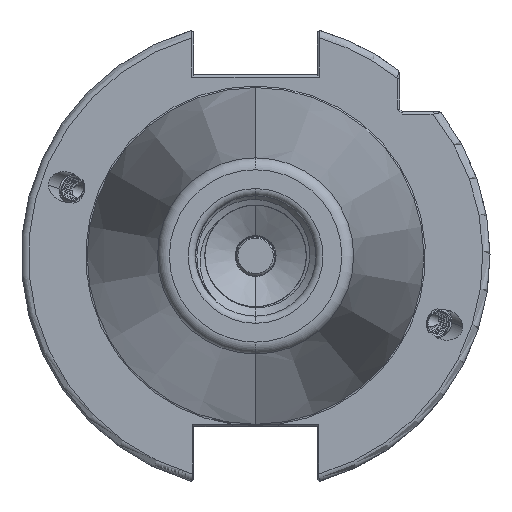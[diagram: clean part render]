
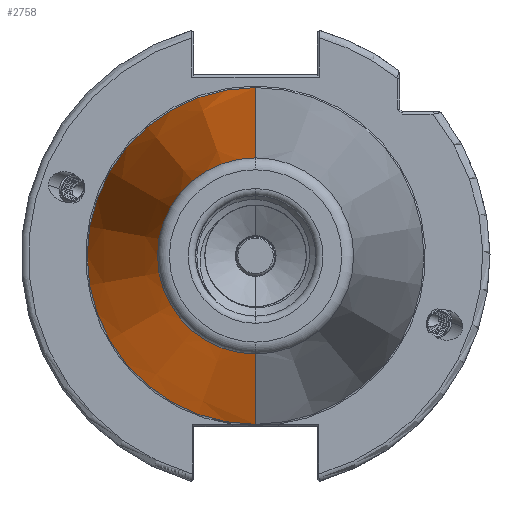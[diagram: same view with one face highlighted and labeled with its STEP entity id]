
A CAD part, left-side view. The second image highlights one B-rep face of the part: STEP entity #2758.
In plain terms, the highlighted conical face has half-angle 8.297 degrees and reference radius 35.392 mm.
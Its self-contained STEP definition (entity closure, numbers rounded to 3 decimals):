
#2758 = ADVANCED_FACE ( 'NONE', ( #9523 ), #9513, .T. ) ;
#4156 = AXIS2_PLACEMENT_3D ( 'NONE', #6950, #6997, #6947 ) ;
#6947 = DIRECTION ( 'NONE',  ( 0., 0., -1. ) ) ;
#6950 = CARTESIAN_POINT ( 'NONE',  ( 0., 0., 0. ) ) ;
#6997 = DIRECTION ( 'NONE',  ( 1., 0., 0. ) ) ;
#7393 = AXIS2_PLACEMENT_3D ( 'NONE', #13084, #13089, #13106 ) ;
#7423 = AXIS2_PLACEMENT_3D ( 'NONE', #13057, #13051, #13076 ) ;
#7424 = AXIS2_PLACEMENT_3D ( 'NONE', #13085, #13091, #13081 ) ;
#9513 = CONICAL_SURFACE ( 'NONE', #4156, 35.392, 0.145 ) ;
#9523 = FACE_OUTER_BOUND ( 'NONE', #15037, .T. ) ;
#11226 = VERTEX_POINT ( 'NONE', #25234 ) ;
#11259 = VERTEX_POINT ( 'NONE', #25336 ) ;
#11307 = VERTEX_POINT ( 'NONE', #25368 ) ;
#11309 = VERTEX_POINT ( 'NONE', #25363 ) ;
#11323 = VERTEX_POINT ( 'NONE', #25351 ) ;
#12329 = ORIENTED_EDGE ( 'NONE', *, *, #29676, .T. ) ;
#12530 = ORIENTED_EDGE ( 'NONE', *, *, #29708, .F. ) ;
#12542 = ORIENTED_EDGE ( 'NONE', *, *, #29718, .T. ) ;
#12546 = ORIENTED_EDGE ( 'NONE', *, *, #29722, .F. ) ;
#12550 = ORIENTED_EDGE ( 'NONE', *, *, #29748, .F. ) ;
#12906 = DIRECTION ( 'NONE',  ( 0.99, 0., 0.144 ) ) ;
#12928 = CARTESIAN_POINT ( 'NONE',  ( 0., 0., 35.392 ) ) ;
#13051 = DIRECTION ( 'NONE',  ( 1., 0., 0. ) ) ;
#13057 = CARTESIAN_POINT ( 'NONE',  ( -2.5, 0., 0. ) ) ;
#13076 = DIRECTION ( 'NONE',  ( 0., 1., 0. ) ) ;
#13081 = DIRECTION ( 'NONE',  ( 0., 0., 1. ) ) ;
#13084 = CARTESIAN_POINT ( 'NONE',  ( -2.5, 0., 0. ) ) ;
#13085 = CARTESIAN_POINT ( 'NONE',  ( -102.811, 0., 0. ) ) ;
#13089 = DIRECTION ( 'NONE',  ( 1., 0., 0. ) ) ;
#13091 = DIRECTION ( 'NONE',  ( 1., 0., 0. ) ) ;
#13106 = DIRECTION ( 'NONE',  ( 0., 1., 0. ) ) ;
#13403 = CARTESIAN_POINT ( 'NONE',  ( 0., 0., -35.392 ) ) ;
#13571 = DIRECTION ( 'NONE',  ( 0.99, 0., -0.144 ) ) ;
#15037 = EDGE_LOOP ( 'NONE', ( #12542, #12329, #12546, #12530, #12550 ) ) ;
#25234 = CARTESIAN_POINT ( 'NONE',  ( -2.5, 35.027, 0. ) ) ;
#25336 = CARTESIAN_POINT ( 'NONE',  ( -2.5, 0., -35.027 ) ) ;
#25351 = CARTESIAN_POINT ( 'NONE',  ( -102.811, 0., 20.399 ) ) ;
#25363 = CARTESIAN_POINT ( 'NONE',  ( -2.5, 0., 35.027 ) ) ;
#25368 = CARTESIAN_POINT ( 'NONE',  ( -102.811, 0., -20.399 ) ) ;
#27995 = LINE ( 'NONE', #12928, #28053 ) ;
#28053 = VECTOR ( 'NONE', #12906, 1000. ) ;
#28101 = VECTOR ( 'NONE', #13571, 1000. ) ;
#28124 = CIRCLE ( 'NONE', #7393, 35.027 ) ;
#28154 = CIRCLE ( 'NONE', #7424, 20.399 ) ;
#28161 = LINE ( 'NONE', #13403, #28101 ) ;
#28168 = CIRCLE ( 'NONE', #7423, 35.027 ) ;
#29676 = EDGE_CURVE ( 'NONE', #11323, #11309, #27995, .T. ) ;
#29708 = EDGE_CURVE ( 'NONE', #11259, #11226, #28168, .T. ) ;
#29718 = EDGE_CURVE ( 'NONE', #11307, #11323, #28154, .T. ) ;
#29722 = EDGE_CURVE ( 'NONE', #11226, #11309, #28124, .T. ) ;
#29748 = EDGE_CURVE ( 'NONE', #11307, #11259, #28161, .T. ) ;
